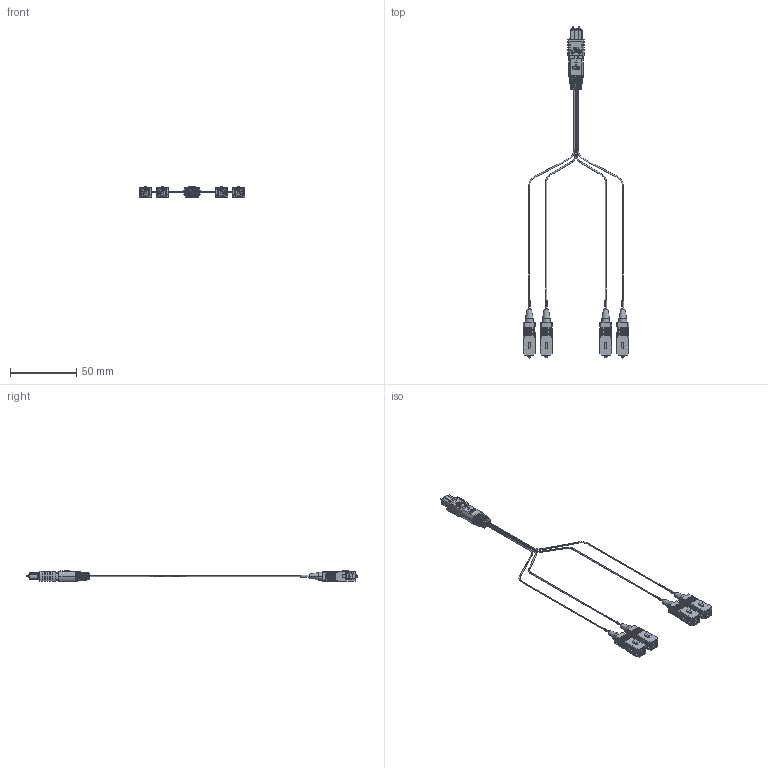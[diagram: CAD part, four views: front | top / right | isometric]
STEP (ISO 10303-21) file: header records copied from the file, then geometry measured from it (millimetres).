
FILE_DESCRIPTION (( 'STEP AP214' ), '1' );
FILE_NAME ('FCA-MMS108D0_3D.STEP', '2022-01-24T22:59:31', ( '' ), ( '' ), 'SwSTEP 2.0', 'SolidWorks 2021', '' );
FILE_SCHEMA (( 'AUTOMOTIVE_DESIGN' ));
Length unit declared in the file: inch
Products named in the file (18): SC; 絳渀; MPO软赛; MPO 囀遺_1; MPO俋褲嗣耀; fanout cable 1; MPO CONNECTOR; fanout cable assy; MPO翋极; fanout cable 2; FCA-MMS108D0_3D; MPO鼠芛_1; .09mm Loose Tube PVC Yellow; MPO脣郋; 粟銅; MPO 晦擢帣杶; SC1
Assembly tree (25 placements, depth 4):
  FCA-MMS108D0_3D
    MPO CONNECTOR
      MPO 囀遺_1
      MPO俋褲嗣耀
      MPO鼠芛_1
        MPO脣郋
        MPO软赛
        絳渀
      粟銅
      MPO翋极
      MPO 晦擢帣杶
    fanout cable assy
      fanout cable 1  x2
      fanout cable 2  x2
    SC  x4
      SC
      SC1
    .09mm Loose Tube PVC Yellow  x4
Bounding box: 79.54 x 251.01 x 8.6 mm (x, y, z)
Volume: 7709.5 mm3; surface area: 17171.8 mm2
Topology: 28 solids, 28 shells, 1791 faces, 4937 edges, 3248 vertices
Faces by surface type: plane 1362, cylinder 254, bspline 125, cone 34, torus 16
Entity records: 53952 total; most frequent: CARTESIAN_POINT 14366, ORIENTED_EDGE 5664, DIRECTION 4802, EDGE_CURVE 2832, VECTOR 2154, LINE 2154, VERTEX_POINT 1868, AXIS2_PLACEMENT_3D 1324
